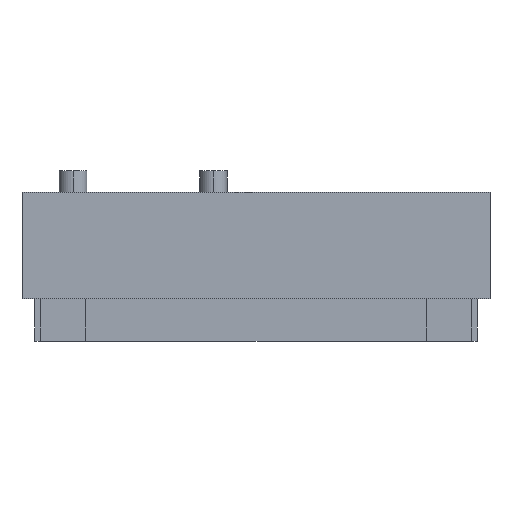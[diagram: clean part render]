
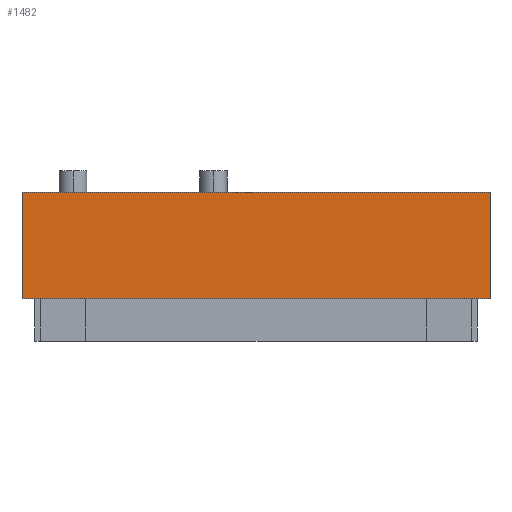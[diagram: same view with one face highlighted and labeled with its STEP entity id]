
A CAD part, left-side view. The second image highlights one B-rep face of the part: STEP entity #1482.
In plain terms, the highlighted planar face has unit normal (-1, 0, 0).
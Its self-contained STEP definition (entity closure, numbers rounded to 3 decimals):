
#40 = DIRECTION ( 'NONE',  ( 0., -1., 0. ) ) ;
#108 = LINE ( 'NONE', #735, #1927 ) ;
#115 = VERTEX_POINT ( 'NONE', #1762 ) ;
#119 = PLANE ( 'NONE',  #785 ) ;
#173 = LINE ( 'NONE', #935, #825 ) ;
#254 = CARTESIAN_POINT ( 'NONE',  ( -6., 55., -25. ) ) ;
#363 = EDGE_CURVE ( 'NONE', #1145, #1611, #906, .T. ) ;
#553 = LINE ( 'NONE', #254, #1697 ) ;
#585 = DIRECTION ( 'NONE',  ( 0., -1., 0. ) ) ;
#638 = CARTESIAN_POINT ( 'NONE',  ( -6., -55., -25. ) ) ;
#688 = ORIENTED_EDGE ( 'NONE', *, *, #1000, .F. ) ;
#735 = CARTESIAN_POINT ( 'NONE',  ( -6., 55., -25. ) ) ;
#779 = VERTEX_POINT ( 'NONE', #1320 ) ;
#785 = AXIS2_PLACEMENT_3D ( 'NONE', #1786, #1938, #585 ) ;
#825 = VECTOR ( 'NONE', #40, 1000. ) ;
#830 = EDGE_LOOP ( 'NONE', ( #688, #1289, #1586, #1635 ) ) ;
#900 = DIRECTION ( 'NONE',  ( 0., 0., 1. ) ) ;
#906 = LINE ( 'NONE', #1312, #1178 ) ;
#914 = CARTESIAN_POINT ( 'NONE',  ( -6., -55., 0. ) ) ;
#935 = CARTESIAN_POINT ( 'NONE',  ( -6., 55., 0. ) ) ;
#1000 = EDGE_CURVE ( 'NONE', #115, #1611, #173, .T. ) ;
#1057 = DIRECTION ( 'NONE',  ( 0., 0., 1. ) ) ;
#1145 = VERTEX_POINT ( 'NONE', #638 ) ;
#1178 = VECTOR ( 'NONE', #1057, 1000. ) ;
#1289 = ORIENTED_EDGE ( 'NONE', *, *, #1933, .F. ) ;
#1312 = CARTESIAN_POINT ( 'NONE',  ( -6., -55., -25. ) ) ;
#1320 = CARTESIAN_POINT ( 'NONE',  ( -6., 55., -25. ) ) ;
#1336 = FACE_OUTER_BOUND ( 'NONE', #830, .T. ) ;
#1482 = ADVANCED_FACE ( 'NONE', ( #1336 ), #119, .T. ) ;
#1586 = ORIENTED_EDGE ( 'NONE', *, *, #1815, .T. ) ;
#1611 = VERTEX_POINT ( 'NONE', #914 ) ;
#1635 = ORIENTED_EDGE ( 'NONE', *, *, #363, .T. ) ;
#1697 = VECTOR ( 'NONE', #1902, 1000. ) ;
#1762 = CARTESIAN_POINT ( 'NONE',  ( -6., 55., 0. ) ) ;
#1786 = CARTESIAN_POINT ( 'NONE',  ( -6., 55., -25. ) ) ;
#1815 = EDGE_CURVE ( 'NONE', #779, #1145, #553, .T. ) ;
#1902 = DIRECTION ( 'NONE',  ( 0., -1., 0. ) ) ;
#1927 = VECTOR ( 'NONE', #900, 1000. ) ;
#1933 = EDGE_CURVE ( 'NONE', #779, #115, #108, .T. ) ;
#1938 = DIRECTION ( 'NONE',  ( -1., 0., 0. ) ) ;
